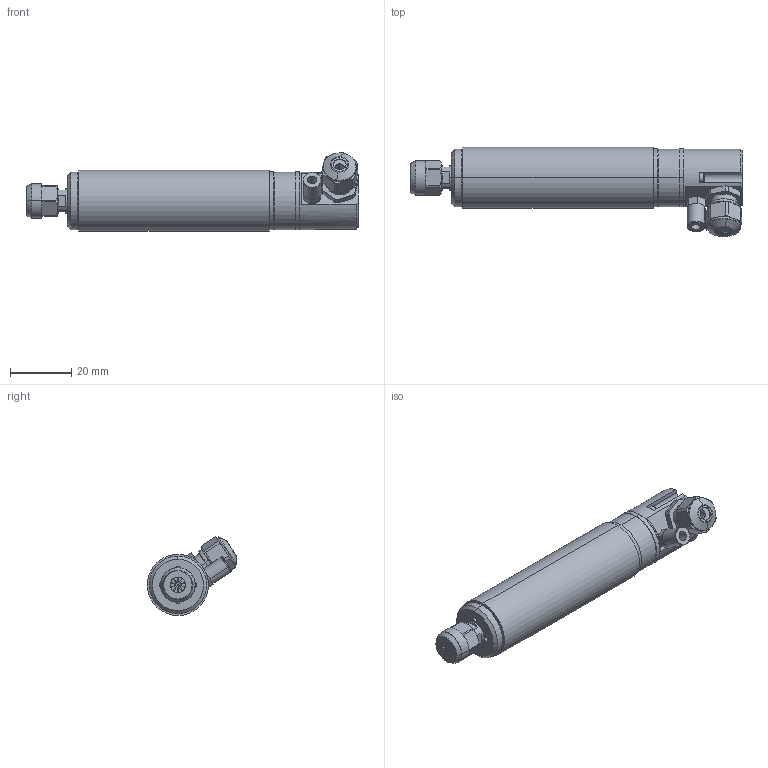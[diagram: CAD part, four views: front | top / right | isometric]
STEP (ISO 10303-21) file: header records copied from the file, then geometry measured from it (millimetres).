
FILE_DESCRIPTION (( 'STEP AP203' ), '1' );
FILE_NAME ('020S100S-00-.STEP', '2011-02-09T14:19:12', ( 'Sekretariat' ), ( 'IBAG Switzerland AG' ), 'SwSTEP 2.0', 'SolidWorks 2010', '' );
FILE_SCHEMA (( 'CONFIG_CONTROL_DESIGN' ));
Length unit declared in the file: millimetre
Products named in the file (1): 020S100S-00-
Bounding box: 108.67 x 29.24 x 25.84 mm (x, y, z)
Surface area: 9606.6 mm2 (no closed solid volume)
Topology: 0 solids, 14 shells, 230 faces, 742 edges, 518 vertices
Faces by surface type: plane 100, cylinder 85, cone 33, torus 12
Entity records: 8371 total; most frequent: CARTESIAN_POINT 1708, DIRECTION 1456, ORIENTED_EDGE 1213, EDGE_CURVE 738, AXIS2_PLACEMENT_3D 536, VERTEX_POINT 518, VECTOR 384, LINE 384
